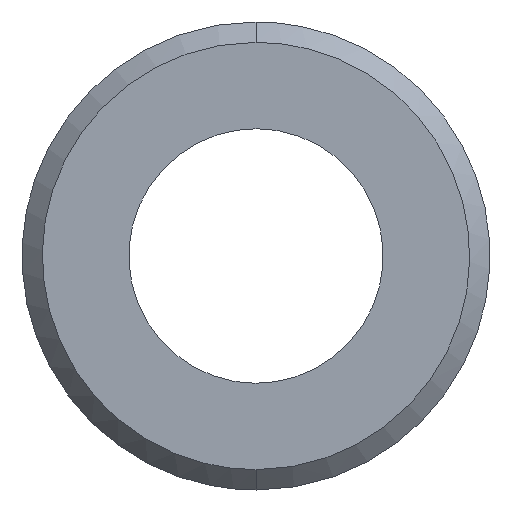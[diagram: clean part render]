
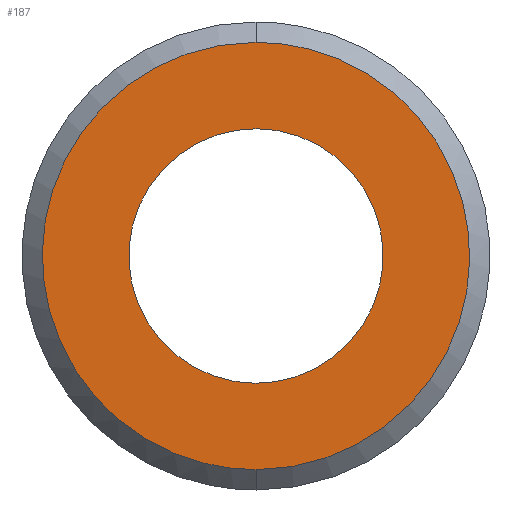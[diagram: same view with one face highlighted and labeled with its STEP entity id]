
A CAD part, left-side view. The second image highlights one B-rep face of the part: STEP entity #187.
In plain terms, the highlighted free-form (B-spline) face has degree [1, 1] with [2, 2] control points.
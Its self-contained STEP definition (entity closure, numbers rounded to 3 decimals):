
#24 = VERTEX_POINT('',#25);
#25 = CARTESIAN_POINT('',(-10.782,0.,14.076));
#30 = EDGE_CURVE('',#31,#24,#33,.T.);
#31 = VERTEX_POINT('',#32);
#32 = CARTESIAN_POINT('',(-10.782,0.,
    -14.076));
#33 = ( BOUNDED_CURVE() B_SPLINE_CURVE(2,(#34,#35,#36,#37,#38),
.UNSPECIFIED.,.F.,.F.) B_SPLINE_CURVE_WITH_KNOTS((3,2,3),(3.142,
4.712,6.283),.PIECEWISE_BEZIER_KNOTS.) CURVE() 
GEOMETRIC_REPRESENTATION_ITEM() RATIONAL_B_SPLINE_CURVE((1.,
0.707,1.,0.707,1.)) REPRESENTATION_ITEM('') );
#34 = CARTESIAN_POINT('',(-10.782,0.,
    -14.076));
#35 = CARTESIAN_POINT('',(-10.782,-14.076,
    -14.076));
#36 = CARTESIAN_POINT('',(-10.782,-14.076,
    0.));
#37 = CARTESIAN_POINT('',(-10.782,-14.076,
    14.076));
#38 = CARTESIAN_POINT('',(-10.782,0.,
    14.076));
#154 = EDGE_CURVE('',#155,#157,#159,.T.);
#155 = VERTEX_POINT('',#156);
#156 = CARTESIAN_POINT('',(-10.782,0.,
    23.648));
#157 = VERTEX_POINT('',#158);
#158 = CARTESIAN_POINT('',(-10.782,0.,-23.648));
#159 = ( BOUNDED_CURVE() B_SPLINE_CURVE(2,(#160,#161,#162,#163,#164),
.UNSPECIFIED.,.F.,.F.) B_SPLINE_CURVE_WITH_KNOTS((3,2,3),(0.,
1.571,3.142),.PIECEWISE_BEZIER_KNOTS.) CURVE() 
GEOMETRIC_REPRESENTATION_ITEM() RATIONAL_B_SPLINE_CURVE((1.,
0.707,1.,0.707,1.)) REPRESENTATION_ITEM('') );
#160 = CARTESIAN_POINT('',(-10.782,0.,23.648));
#161 = CARTESIAN_POINT('',(-10.782,23.648,
    23.648));
#162 = CARTESIAN_POINT('',(-10.782,23.648,
    0.));
#163 = CARTESIAN_POINT('',(-10.782,23.648,
    -23.648));
#164 = CARTESIAN_POINT('',(-10.782,0.,
    -23.648));
#187 = ADVANCED_FACE('',(#188,#199),#210,.F.);
#188 = FACE_BOUND('',#189,.T.);
#189 = EDGE_LOOP('',(#190,#198));
#190 = ORIENTED_EDGE('',*,*,#191,.F.);
#191 = EDGE_CURVE('',#24,#31,#192,.T.);
#192 = ( BOUNDED_CURVE() B_SPLINE_CURVE(2,(#193,#194,#195,#196,#197),
.UNSPECIFIED.,.F.,.F.) B_SPLINE_CURVE_WITH_KNOTS((3,2,3),(0.,
1.571,3.142),.PIECEWISE_BEZIER_KNOTS.) CURVE() 
GEOMETRIC_REPRESENTATION_ITEM() RATIONAL_B_SPLINE_CURVE((1.,
0.707,1.,0.707,1.)) REPRESENTATION_ITEM('') );
#193 = CARTESIAN_POINT('',(-10.782,0.,14.076));
#194 = CARTESIAN_POINT('',(-10.782,14.076,
    14.076));
#195 = CARTESIAN_POINT('',(-10.782,14.076,
    0.));
#196 = CARTESIAN_POINT('',(-10.782,14.076,
    -14.076));
#197 = CARTESIAN_POINT('',(-10.782,0.,
    -14.076));
#198 = ORIENTED_EDGE('',*,*,#30,.F.);
#199 = FACE_BOUND('',#200,.T.);
#200 = EDGE_LOOP('',(#201,#209));
#201 = ORIENTED_EDGE('',*,*,#202,.T.);
#202 = EDGE_CURVE('',#157,#155,#203,.T.);
#203 = ( BOUNDED_CURVE() B_SPLINE_CURVE(2,(#204,#205,#206,#207,#208),
.UNSPECIFIED.,.F.,.F.) B_SPLINE_CURVE_WITH_KNOTS((3,2,3),(3.142,
4.712,6.283),.PIECEWISE_BEZIER_KNOTS.) CURVE() 
GEOMETRIC_REPRESENTATION_ITEM() RATIONAL_B_SPLINE_CURVE((1.,
0.707,1.,0.707,1.)) REPRESENTATION_ITEM('') );
#204 = CARTESIAN_POINT('',(-10.782,0.,
    -23.648));
#205 = CARTESIAN_POINT('',(-10.782,-23.648,
    -23.648));
#206 = CARTESIAN_POINT('',(-10.782,-23.648,
    0.));
#207 = CARTESIAN_POINT('',(-10.782,-23.648,
    23.648));
#208 = CARTESIAN_POINT('',(-10.782,0.,
    23.648));
#209 = ORIENTED_EDGE('',*,*,#154,.T.);
#210 = B_SPLINE_SURFACE_WITH_KNOTS('',1,1,(
    (#211,#212)
    ,(#213,#214
    )),.UNSPECIFIED.,.F.,.F.,.F.,(2,2),(2,2),(-21.,21.),(-33.5,8.5),
  .PIECEWISE_BEZIER_KNOTS.);
#211 = CARTESIAN_POINT('',(-10.782,-23.648,
    23.648));
#212 = CARTESIAN_POINT('',(-10.782,23.648,
    23.648));
#213 = CARTESIAN_POINT('',(-10.782,-23.648,
    -23.648));
#214 = CARTESIAN_POINT('',(-10.782,23.648,
    -23.648));
